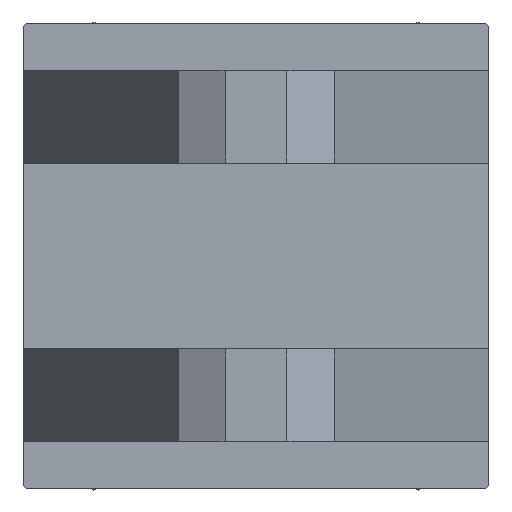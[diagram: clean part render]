
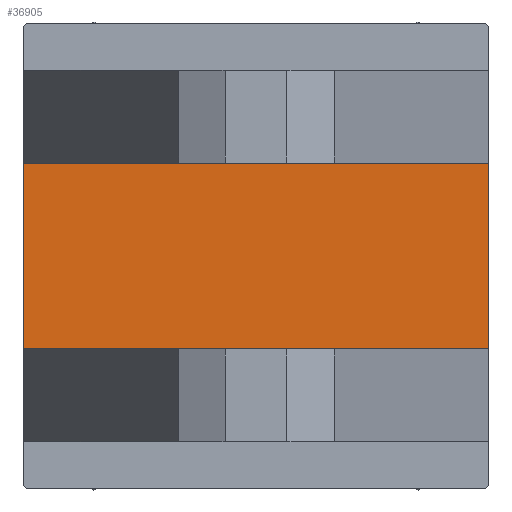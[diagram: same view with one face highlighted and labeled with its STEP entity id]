
A CAD part, left-side view. The second image highlights one B-rep face of the part: STEP entity #36905.
In plain terms, the highlighted planar face has unit normal (-1, 0, 0).
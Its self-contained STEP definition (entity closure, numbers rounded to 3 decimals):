
#1667 = DIRECTION ( 'NONE',  ( 0., -1., 0. ) ) ;
#2890 = DIRECTION ( 'NONE',  ( -1., 0., 0. ) ) ;
#5529 = VERTEX_POINT ( 'NONE', #37366 ) ;
#6399 = AXIS2_PLACEMENT_3D ( 'NONE', #26124, #2890, #45789 ) ;
#7927 = DIRECTION ( 'NONE',  ( 0., 0., -1. ) ) ;
#8931 = DIRECTION ( 'NONE',  ( 0., -1., 0. ) ) ;
#9794 = VECTOR ( 'NONE', #1667, 1000. ) ;
#10163 = CARTESIAN_POINT ( 'NONE',  ( 0., 15., 37.5 ) ) ;
#13626 = EDGE_CURVE ( 'NONE', #26097, #21356, #28674, .T. ) ;
#13849 = EDGE_CURVE ( 'NONE', #26097, #5529, #43002, .T. ) ;
#15508 = CARTESIAN_POINT ( 'NONE',  ( 0., 15., 37.5 ) ) ;
#15563 = LINE ( 'NONE', #20795, #27180 ) ;
#18663 = VECTOR ( 'NONE', #7927, 1000. ) ;
#20363 = CARTESIAN_POINT ( 'NONE',  ( 0., 37.5, 37.5 ) ) ;
#20795 = CARTESIAN_POINT ( 'NONE',  ( 0., 37.5, -37.5 ) ) ;
#21260 = ORIENTED_EDGE ( 'NONE', *, *, #13626, .F. ) ;
#21356 = VERTEX_POINT ( 'NONE', #28985 ) ;
#21950 = EDGE_CURVE ( 'NONE', #21356, #38697, #43937, .T. ) ;
#22094 = FACE_OUTER_BOUND ( 'NONE', #28758, .T. ) ;
#25034 = DIRECTION ( 'NONE',  ( 0., 0., -1. ) ) ;
#26097 = VERTEX_POINT ( 'NONE', #10163 ) ;
#26124 = CARTESIAN_POINT ( 'NONE',  ( 0., 0., 0. ) ) ;
#27180 = VECTOR ( 'NONE', #8931, 1000. ) ;
#28674 = LINE ( 'NONE', #20363, #9794 ) ;
#28758 = EDGE_LOOP ( 'NONE', ( #40255, #33577, #21260, #42707 ) ) ;
#28803 = CARTESIAN_POINT ( 'NONE',  ( 0., -15., 37.5 ) ) ;
#28985 = CARTESIAN_POINT ( 'NONE',  ( 0., -15., 37.5 ) ) ;
#32351 = EDGE_CURVE ( 'NONE', #5529, #38697, #15563, .T. ) ;
#33577 = ORIENTED_EDGE ( 'NONE', *, *, #21950, .F. ) ;
#36905 = ADVANCED_FACE ( 'NONE', ( #22094 ), #37474, .T. ) ;
#37366 = CARTESIAN_POINT ( 'NONE',  ( 0., 15., -37.5 ) ) ;
#37474 = PLANE ( 'NONE',  #6399 ) ;
#38697 = VERTEX_POINT ( 'NONE', #49063 ) ;
#40255 = ORIENTED_EDGE ( 'NONE', *, *, #32351, .T. ) ;
#42707 = ORIENTED_EDGE ( 'NONE', *, *, #13849, .T. ) ;
#43002 = LINE ( 'NONE', #15508, #18663 ) ;
#43937 = LINE ( 'NONE', #28803, #47935 ) ;
#45789 = DIRECTION ( 'NONE',  ( 0., 0., 1. ) ) ;
#47935 = VECTOR ( 'NONE', #25034, 1000. ) ;
#49063 = CARTESIAN_POINT ( 'NONE',  ( 0., -15., -37.5 ) ) ;
